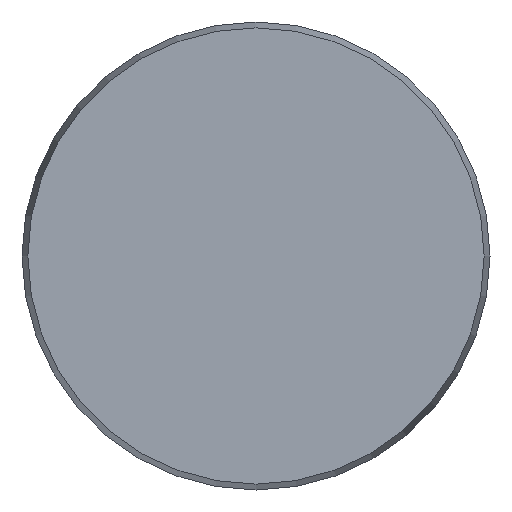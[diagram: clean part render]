
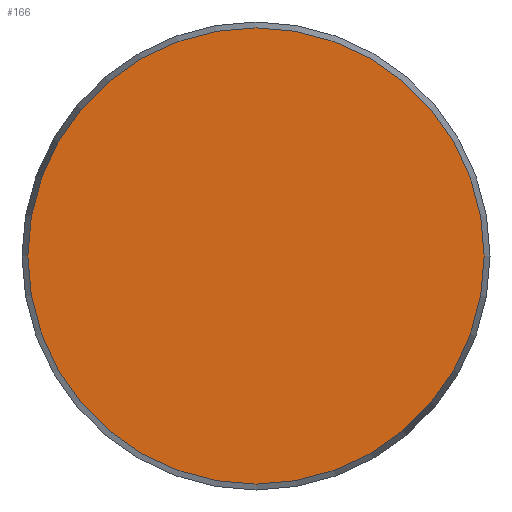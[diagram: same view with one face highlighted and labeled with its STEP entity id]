
A CAD part, front view. The second image highlights one B-rep face of the part: STEP entity #166.
In plain terms, the highlighted planar face has unit normal (0, -1, 0).
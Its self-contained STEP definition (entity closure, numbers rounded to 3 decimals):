
#166 = ADVANCED_FACE( '', ( #350 ), #351, .F. );
#350 = FACE_OUTER_BOUND( '', #545, .T. );
#351 = PLANE( '', #546 );
#545 = EDGE_LOOP( '', ( #974 ) );
#546 = AXIS2_PLACEMENT_3D( '', #975, #976, #977 );
#974 = ORIENTED_EDGE( '', *, *, #1238, .T. );
#975 = CARTESIAN_POINT( '', ( 48.75, 0., 0. ) );
#976 = DIRECTION( '', ( 0., 1., 0. ) );
#977 = DIRECTION( '', ( 0., 0., 1. ) );
#1238 = EDGE_CURVE( '', #1478, #1478, #1479, .T. );
#1478 = VERTEX_POINT( '', #2058 );
#1479 = CIRCLE( '', #2059, 48.75 );
#2058 = CARTESIAN_POINT( '', ( 0., 0., -48.75 ) );
#2059 = AXIS2_PLACEMENT_3D( '', #2223, #2224, #2225 );
#2223 = CARTESIAN_POINT( '', ( 0., 0., 0. ) );
#2224 = DIRECTION( '', ( 0., -1., 0. ) );
#2225 = DIRECTION( '', ( 0., 0., -1. ) );
